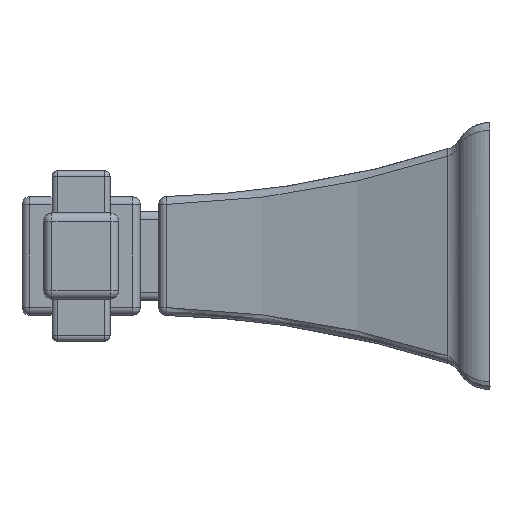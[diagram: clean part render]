
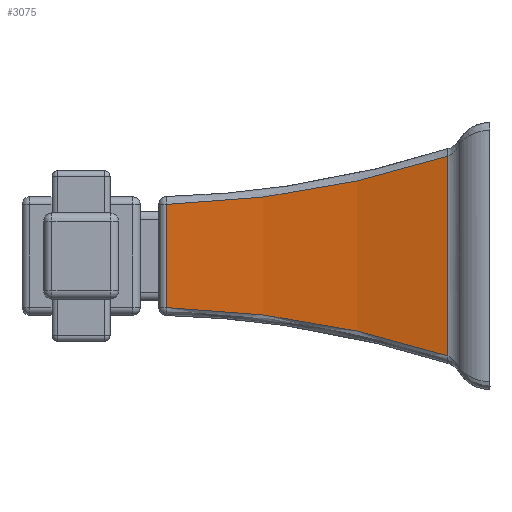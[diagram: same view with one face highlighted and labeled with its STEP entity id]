
A CAD part, left-side view. The second image highlights one B-rep face of the part: STEP entity #3075.
In plain terms, the highlighted cylindrical face has radius 191.364 mm (diameter 382.727 mm), a partial arc.
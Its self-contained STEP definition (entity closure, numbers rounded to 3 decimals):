
#103=CARTESIAN_POINT('',(-20.411,8.,-18.983));
#105=DIRECTION('',(0.,0.,1.));
#106=VECTOR('',#105,37.966);
#107=CARTESIAN_POINT('',(-20.411,8.,-18.983));
#108=LINE('',#107,#106);
#109=CARTESIAN_POINT('',(-20.411,8.,18.983));
#1064=DIRECTION('',(0.,0.,1.));
#1065=VECTOR('',#1064,19.63);
#1066=CARTESIAN_POINT('',(-11.314,61.539,
-9.815));
#1067=LINE('',#1066,#1065);
#1068=CARTESIAN_POINT('',(-11.314,61.539,9.815));
#1069=CARTESIAN_POINT('',(-11.434,56.923,9.935));
#1070=CARTESIAN_POINT('',(-12.008,47.71,10.514));
#1071=CARTESIAN_POINT('',(-13.85,34.085,12.371));
#1072=CARTESIAN_POINT('',(-16.628,20.783,15.17));
#1073=CARTESIAN_POINT('',(-19.062,12.203,17.623));
#1074=CARTESIAN_POINT('',(-20.411,8.,18.983));
#1076=CARTESIAN_POINT('',(-20.411,8.,
-18.983));
#1077=CARTESIAN_POINT('',(-19.062,12.203,
-17.623));
#1078=CARTESIAN_POINT('',(-16.628,20.783,
-15.17));
#1079=CARTESIAN_POINT('',(-13.85,34.085,
-12.371));
#1080=CARTESIAN_POINT('',(-12.008,47.71,
-10.514));
#1081=CARTESIAN_POINT('',(-11.434,56.923,
-9.935));
#1082=CARTESIAN_POINT('',(-11.314,61.539,
-9.815));
#1348=VERTEX_POINT('',#109);
#1351=VERTEX_POINT('',#103);
#1564=CARTESIAN_POINT('',(-11.314,61.539,9.815));
#1565=VERTEX_POINT('',#1564);
#1566=CARTESIAN_POINT('',(-11.314,61.539,
-9.815));
#1567=VERTEX_POINT('',#1566);
#3063=CARTESIAN_POINT('',(-202.614,66.5,13.469));
#3064=DIRECTION('',(0.,0.,-1.));
#3065=DIRECTION('',(1.,-0.026,0.));
#3066=AXIS2_PLACEMENT_3D('',#3063,#3064,#3065);
#3067=CYLINDRICAL_SURFACE('',#3066,191.364);
#3068=ORIENTED_EDGE('',*,*,#3054,.T.);
#3069=ORIENTED_EDGE('',*,*,#3032,.T.);
#3070=ORIENTED_EDGE('',*,*,#1802,.F.);
#3072=ORIENTED_EDGE('',*,*,#3071,.T.);
#3073=EDGE_LOOP('',(#3068,#3069,#3070,#3072));
#3074=FACE_OUTER_BOUND('',#3073,.F.);
#3075=ADVANCED_FACE('',(#3074),#3067,.F.);
#1075=B_SPLINE_CURVE_WITH_KNOTS('',3,(#1068,#1069,#1070,#1071,#1072,#1073,
#1074),.UNSPECIFIED.,.F.,.F.,(4,1,1,1,4),(0.,0.25,0.5,0.75,1.),
.UNSPECIFIED.);
#1083=B_SPLINE_CURVE_WITH_KNOTS('',3,(#1076,#1077,#1078,#1079,#1080,#1081,
#1082),.UNSPECIFIED.,.F.,.F.,(4,1,1,1,4),(0.,0.25,0.5,0.75,1.),
.UNSPECIFIED.);
#1802=EDGE_CURVE('',#1351,#1348,#108,.T.);
#3032=EDGE_CURVE('',#1565,#1348,#1075,.T.);
#3054=EDGE_CURVE('',#1567,#1565,#1067,.T.);
#3071=EDGE_CURVE('',#1351,#1567,#1083,.T.);
